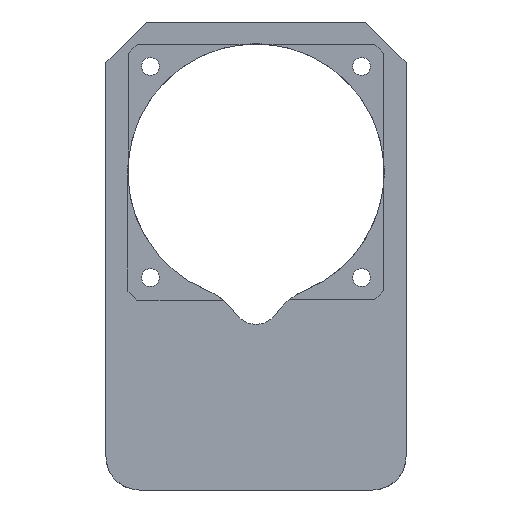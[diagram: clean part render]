
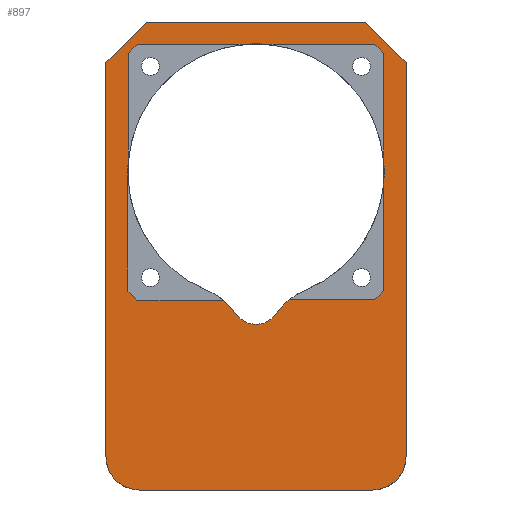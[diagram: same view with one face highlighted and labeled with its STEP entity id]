
A CAD part, left-side view. The second image highlights one B-rep face of the part: STEP entity #897.
In plain terms, the highlighted planar face has unit normal (-1, 0, 0).
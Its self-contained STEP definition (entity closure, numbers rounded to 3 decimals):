
#19=FACE_BOUND('',#113,.T.);
#33=PLANE('',#963);
#65=FACE_OUTER_BOUND('',#112,.T.);
#112=EDGE_LOOP('',(#622,#623,#624,#625,#626,#627,#628,#629));
#113=EDGE_LOOP('',(#630,#631,#632,#633,#634,#635,#636,#637,#638,#639,#640,
#641,#642,#643,#644,#645,#646,#647));
#175=LINE('',#1341,#266);
#176=LINE('',#1345,#267);
#177=LINE('',#1347,#268);
#178=LINE('',#1349,#269);
#179=LINE('',#1351,#270);
#180=LINE('',#1352,#271);
#181=LINE('',#1354,#272);
#182=LINE('',#1356,#273);
#183=LINE('',#1358,#274);
#184=LINE('',#1362,#275);
#185=LINE('',#1364,#276);
#186=LINE('',#1366,#277);
#187=LINE('',#1370,#278);
#188=LINE('',#1372,#279);
#189=LINE('',#1374,#280);
#190=LINE('',#1378,#281);
#191=LINE('',#1380,#282);
#192=LINE('',#1382,#283);
#266=VECTOR('',#1069,10.);
#267=VECTOR('',#1072,10.);
#268=VECTOR('',#1073,10.);
#269=VECTOR('',#1074,10.);
#270=VECTOR('',#1075,10.);
#271=VECTOR('',#1076,10.);
#272=VECTOR('',#1077,10.);
#273=VECTOR('',#1078,10.);
#274=VECTOR('',#1079,10.);
#275=VECTOR('',#1082,10.);
#276=VECTOR('',#1083,10.);
#277=VECTOR('',#1084,10.);
#278=VECTOR('',#1087,10.);
#279=VECTOR('',#1088,10.);
#280=VECTOR('',#1089,10.);
#281=VECTOR('',#1092,10.);
#282=VECTOR('',#1093,10.);
#283=VECTOR('',#1094,10.);
#353=CIRCLE('',#957,14.);
#356=CIRCLE('',#961,5.5);
#358=CIRCLE('',#964,7.5);
#359=CIRCLE('',#965,7.5);
#360=CIRCLE('',#966,28.625);
#361=CIRCLE('',#967,28.625);
#362=CIRCLE('',#968,28.625);
#363=CIRCLE('',#969,14.);
#391=VERTEX_POINT('',#1318);
#392=VERTEX_POINT('',#1319);
#397=VERTEX_POINT('',#1331);
#399=VERTEX_POINT('',#1337);
#400=VERTEX_POINT('',#1338);
#401=VERTEX_POINT('',#1340);
#402=VERTEX_POINT('',#1342);
#403=VERTEX_POINT('',#1344);
#404=VERTEX_POINT('',#1346);
#405=VERTEX_POINT('',#1348);
#406=VERTEX_POINT('',#1350);
#407=VERTEX_POINT('',#1353);
#408=VERTEX_POINT('',#1355);
#409=VERTEX_POINT('',#1357);
#410=VERTEX_POINT('',#1359);
#411=VERTEX_POINT('',#1361);
#412=VERTEX_POINT('',#1363);
#413=VERTEX_POINT('',#1365);
#414=VERTEX_POINT('',#1367);
#415=VERTEX_POINT('',#1369);
#416=VERTEX_POINT('',#1371);
#417=VERTEX_POINT('',#1373);
#418=VERTEX_POINT('',#1375);
#419=VERTEX_POINT('',#1377);
#420=VERTEX_POINT('',#1379);
#421=VERTEX_POINT('',#1381);
#479=EDGE_CURVE('',#391,#392,#353,.T.);
#485=EDGE_CURVE('',#397,#392,#356,.T.);
#488=EDGE_CURVE('',#399,#400,#358,.T.);
#489=EDGE_CURVE('',#399,#401,#175,.T.);
#490=EDGE_CURVE('',#402,#401,#359,.T.);
#491=EDGE_CURVE('',#403,#402,#176,.T.);
#492=EDGE_CURVE('',#404,#403,#177,.T.);
#493=EDGE_CURVE('',#404,#405,#178,.T.);
#494=EDGE_CURVE('',#406,#405,#179,.T.);
#495=EDGE_CURVE('',#406,#400,#180,.T.);
#496=EDGE_CURVE('',#391,#407,#181,.T.);
#497=EDGE_CURVE('',#407,#408,#182,.T.);
#498=EDGE_CURVE('',#408,#409,#183,.T.);
#499=EDGE_CURVE('',#409,#410,#360,.T.);
#500=EDGE_CURVE('',#410,#411,#184,.T.);
#501=EDGE_CURVE('',#412,#411,#185,.T.);
#502=EDGE_CURVE('',#412,#413,#186,.T.);
#503=EDGE_CURVE('',#413,#414,#361,.T.);
#504=EDGE_CURVE('',#414,#415,#187,.T.);
#505=EDGE_CURVE('',#416,#415,#188,.T.);
#506=EDGE_CURVE('',#416,#417,#189,.T.);
#507=EDGE_CURVE('',#417,#418,#362,.T.);
#508=EDGE_CURVE('',#418,#419,#190,.T.);
#509=EDGE_CURVE('',#420,#419,#191,.T.);
#510=EDGE_CURVE('',#420,#421,#192,.T.);
#511=EDGE_CURVE('',#397,#421,#363,.T.);
#622=ORIENTED_EDGE('',*,*,#488,.F.);
#623=ORIENTED_EDGE('',*,*,#489,.T.);
#624=ORIENTED_EDGE('',*,*,#490,.F.);
#625=ORIENTED_EDGE('',*,*,#491,.F.);
#626=ORIENTED_EDGE('',*,*,#492,.F.);
#627=ORIENTED_EDGE('',*,*,#493,.T.);
#628=ORIENTED_EDGE('',*,*,#494,.F.);
#629=ORIENTED_EDGE('',*,*,#495,.T.);
#630=ORIENTED_EDGE('',*,*,#479,.F.);
#631=ORIENTED_EDGE('',*,*,#496,.T.);
#632=ORIENTED_EDGE('',*,*,#497,.T.);
#633=ORIENTED_EDGE('',*,*,#498,.T.);
#634=ORIENTED_EDGE('',*,*,#499,.T.);
#635=ORIENTED_EDGE('',*,*,#500,.T.);
#636=ORIENTED_EDGE('',*,*,#501,.F.);
#637=ORIENTED_EDGE('',*,*,#502,.T.);
#638=ORIENTED_EDGE('',*,*,#503,.T.);
#639=ORIENTED_EDGE('',*,*,#504,.T.);
#640=ORIENTED_EDGE('',*,*,#505,.F.);
#641=ORIENTED_EDGE('',*,*,#506,.T.);
#642=ORIENTED_EDGE('',*,*,#507,.T.);
#643=ORIENTED_EDGE('',*,*,#508,.T.);
#644=ORIENTED_EDGE('',*,*,#509,.F.);
#645=ORIENTED_EDGE('',*,*,#510,.T.);
#646=ORIENTED_EDGE('',*,*,#511,.F.);
#647=ORIENTED_EDGE('',*,*,#485,.T.);
#897=ADVANCED_FACE('',(#65,#19),#33,.T.);
#957=AXIS2_PLACEMENT_3D('',#1320,#1049,#1050);
#961=AXIS2_PLACEMENT_3D('',#1332,#1060,#1061);
#963=AXIS2_PLACEMENT_3D('',#1336,#1065,#1066);
#964=AXIS2_PLACEMENT_3D('',#1339,#1067,#1068);
#965=AXIS2_PLACEMENT_3D('',#1343,#1070,#1071);
#966=AXIS2_PLACEMENT_3D('',#1360,#1080,#1081);
#967=AXIS2_PLACEMENT_3D('',#1368,#1085,#1086);
#968=AXIS2_PLACEMENT_3D('',#1376,#1090,#1091);
#969=AXIS2_PLACEMENT_3D('',#1383,#1095,#1096);
#1049=DIRECTION('center_axis',(1.,0.,0.));
#1050=DIRECTION('ref_axis',(0.,-0.63,0.777));
#1060=DIRECTION('center_axis',(1.,0.,0.));
#1061=DIRECTION('ref_axis',(0.,1.,0.));
#1065=DIRECTION('center_axis',(-1.,0.,0.));
#1066=DIRECTION('ref_axis',(0.,0.,1.));
#1067=DIRECTION('center_axis',(1.,0.,0.));
#1068=DIRECTION('ref_axis',(0.,0.707,-0.707));
#1069=DIRECTION('',(0.,-1.,0.));
#1070=DIRECTION('center_axis',(1.,0.,0.));
#1071=DIRECTION('ref_axis',(0.,-0.707,-0.707));
#1072=DIRECTION('',(0.,0.,-1.));
#1073=DIRECTION('',(0.,-0.707,-0.707));
#1074=DIRECTION('',(0.,1.,0.));
#1075=DIRECTION('',(0.,-0.707,0.707));
#1076=DIRECTION('',(0.,0.,-1.));
#1077=DIRECTION('',(0.,1.,0.));
#1078=DIRECTION('',(0.,0.707,0.707));
#1079=DIRECTION('',(0.,0.,1.));
#1080=DIRECTION('center_axis',(1.,0.,0.));
#1081=DIRECTION('ref_axis',(0.,1.,0.));
#1082=DIRECTION('',(0.,0.,1.));
#1083=DIRECTION('',(0.,0.707,-0.707));
#1084=DIRECTION('',(0.,-1.,0.));
#1085=DIRECTION('center_axis',(1.,0.,0.));
#1086=DIRECTION('ref_axis',(0.,1.,0.));
#1087=DIRECTION('',(0.,-1.,0.));
#1088=DIRECTION('',(0.,0.707,0.707));
#1089=DIRECTION('',(0.,0.,-1.));
#1090=DIRECTION('center_axis',(1.,0.,0.));
#1091=DIRECTION('ref_axis',(0.,1.,0.));
#1092=DIRECTION('',(0.,0.,-1.));
#1093=DIRECTION('',(0.,-0.707,0.707));
#1094=DIRECTION('',(0.,1.,0.));
#1095=DIRECTION('center_axis',(1.,0.,0.));
#1096=DIRECTION('ref_axis',(0.,0.63,0.777));
#1318=CARTESIAN_POINT('',(-9.5,7.29,-28.6));
#1319=CARTESIAN_POINT('',(-9.5,4.55,-31.59));
#1320=CARTESIAN_POINT('Origin',(-9.5,16.132,-39.454));
#1331=CARTESIAN_POINT('',(-9.5,-4.55,-31.59));
#1332=CARTESIAN_POINT('Origin',(-9.5,0.,-28.5));
#1336=CARTESIAN_POINT('Origin',(-9.5,0.,0.));
#1337=CARTESIAN_POINT('',(-9.5,26.,-71.));
#1338=CARTESIAN_POINT('',(-9.5,33.5,-63.5));
#1339=CARTESIAN_POINT('Origin',(-9.5,26.,-63.5));
#1340=CARTESIAN_POINT('',(-9.5,-26.,-71.));
#1341=CARTESIAN_POINT('',(-9.5,16.75,-71.));
#1342=CARTESIAN_POINT('',(-9.5,-33.5,-63.5));
#1343=CARTESIAN_POINT('Origin',(-9.5,-26.,-63.5));
#1344=CARTESIAN_POINT('',(-9.5,-33.5,24.5));
#1345=CARTESIAN_POINT('',(-9.5,-33.5,-33.5));
#1346=CARTESIAN_POINT('',(-9.5,-24.5,33.5));
#1347=CARTESIAN_POINT('',(-9.5,-29.,29.));
#1348=CARTESIAN_POINT('',(-9.5,24.5,33.5));
#1349=CARTESIAN_POINT('',(-9.5,-33.5,33.5));
#1350=CARTESIAN_POINT('',(-9.5,33.5,24.5));
#1351=CARTESIAN_POINT('',(-9.5,29.,29.));
#1352=CARTESIAN_POINT('',(-9.5,33.5,33.5));
#1353=CARTESIAN_POINT('',(-9.5,26.6,-28.6));
#1354=CARTESIAN_POINT('',(-9.5,2.75,-28.6));
#1355=CARTESIAN_POINT('',(-9.5,28.6,-26.6));
#1356=CARTESIAN_POINT('',(-9.5,27.1,-28.1));
#1357=CARTESIAN_POINT('',(-9.5,28.6,-1.196));
#1358=CARTESIAN_POINT('',(-9.5,28.6,-13.3));
#1359=CARTESIAN_POINT('',(-9.5,28.5,2.672));
#1360=CARTESIAN_POINT('Origin',(-9.5,0.,0.));
#1361=CARTESIAN_POINT('',(-9.5,28.5,26.5));
#1362=CARTESIAN_POINT('',(-9.5,28.5,28.5));
#1363=CARTESIAN_POINT('',(-9.5,26.5,28.5));
#1364=CARTESIAN_POINT('',(-9.5,27.5,27.5));
#1365=CARTESIAN_POINT('',(-9.5,2.672,28.5));
#1366=CARTESIAN_POINT('',(-9.5,-28.5,28.5));
#1367=CARTESIAN_POINT('',(-9.5,-2.672,28.5));
#1368=CARTESIAN_POINT('Origin',(-9.5,0.,0.));
#1369=CARTESIAN_POINT('',(-9.5,-26.5,28.5));
#1370=CARTESIAN_POINT('',(-9.5,-28.5,28.5));
#1371=CARTESIAN_POINT('',(-9.5,-28.5,26.5));
#1372=CARTESIAN_POINT('',(-9.5,-27.5,27.5));
#1373=CARTESIAN_POINT('',(-9.5,-28.5,2.672));
#1374=CARTESIAN_POINT('',(-9.5,-28.5,-28.5));
#1375=CARTESIAN_POINT('',(-9.5,-28.5,-2.672));
#1376=CARTESIAN_POINT('Origin',(-9.5,0.,0.));
#1377=CARTESIAN_POINT('',(-9.5,-28.5,-26.5));
#1378=CARTESIAN_POINT('',(-9.5,-28.5,-28.5));
#1379=CARTESIAN_POINT('',(-9.5,-26.5,-28.5));
#1380=CARTESIAN_POINT('',(-9.5,-27.5,-27.5));
#1381=CARTESIAN_POINT('',(-9.5,-7.414,-28.5));
#1382=CARTESIAN_POINT('',(-9.5,28.5,-28.5));
#1383=CARTESIAN_POINT('Origin',(-9.5,-16.132,-39.454));
